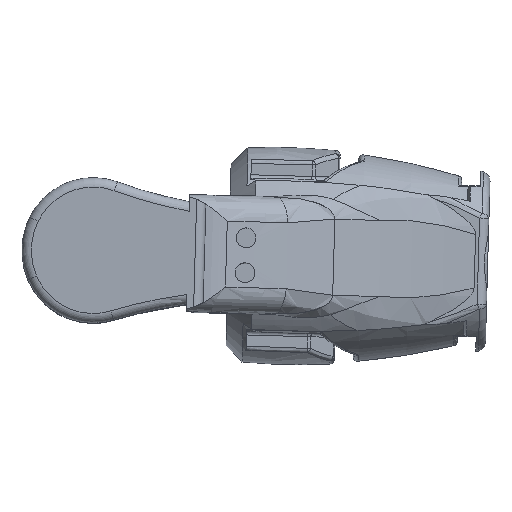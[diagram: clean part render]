
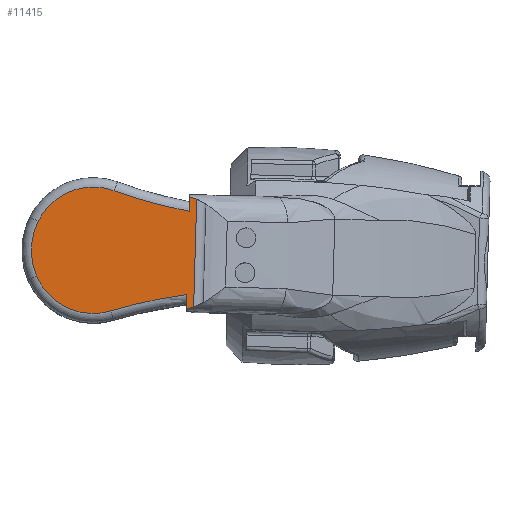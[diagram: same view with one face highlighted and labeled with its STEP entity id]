
A CAD part, top view. The second image highlights one B-rep face of the part: STEP entity #11415.
In plain terms, the highlighted planar face has unit normal (0, 0, 1).
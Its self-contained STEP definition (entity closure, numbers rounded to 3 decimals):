
#38 = DIRECTION ( 'NONE',  ( 1., -0.028, 0. ) ) ;
#203 = VECTOR ( 'NONE', #5197, 1000. ) ;
#321 = VECTOR ( 'NONE', #14351, 1000. ) ;
#460 = DIRECTION ( 'NONE',  ( 1., -0.028, 0. ) ) ;
#889 = DIRECTION ( 'NONE',  ( 0.028, 1., 0. ) ) ;
#1068 = EDGE_CURVE ( 'NONE', #6441, #15170, #20385, .T. ) ;
#1111 = DIRECTION ( 'NONE',  ( 0., 0., 1. ) ) ;
#1122 = EDGE_CURVE ( 'NONE', #8506, #20277, #8967, .T. ) ;
#1462 = CARTESIAN_POINT ( 'NONE',  ( 18.87, -13.037, 7.25 ) ) ;
#1475 = AXIS2_PLACEMENT_3D ( 'NONE', #19088, #9008, #13658 ) ;
#1521 = ORIENTED_EDGE ( 'NONE', *, *, #1122, .T. ) ;
#1697 = ORIENTED_EDGE ( 'NONE', *, *, #13871, .T. ) ;
#1918 = VERTEX_POINT ( 'NONE', #5520 ) ;
#1941 = ORIENTED_EDGE ( 'NONE', *, *, #20509, .T. ) ;
#2243 = FACE_OUTER_BOUND ( 'NONE', #16947, .T. ) ;
#2385 = CARTESIAN_POINT ( 'NONE',  ( 18.916, -11.413, 7.25 ) ) ;
#2454 = ORIENTED_EDGE ( 'NONE', *, *, #1068, .T. ) ;
#2516 = EDGE_CURVE ( 'NONE', #15170, #12247, #5885, .T. ) ;
#2586 = CARTESIAN_POINT ( 'NONE',  ( 19.472, 8.304, 7.25 ) ) ;
#2670 = DIRECTION ( 'NONE',  ( 0.028, 1., 0. ) ) ;
#3526 = DIRECTION ( 'NONE',  ( 0., 0., 1. ) ) ;
#3964 = LINE ( 'NONE', #14047, #10587 ) ;
#4012 = VERTEX_POINT ( 'NONE', #4688 ) ;
#4332 = CARTESIAN_POINT ( 'NONE',  ( 21.056, 10.708, 7.25 ) ) ;
#4343 = VECTOR ( 'NONE', #2670, 1000. ) ;
#4438 = CARTESIAN_POINT ( 'NONE',  ( 21.06, 10.826, 7.25 ) ) ;
#4455 = DIRECTION ( 'NONE',  ( 1., -0.028, 0. ) ) ;
#4688 = CARTESIAN_POINT ( 'NONE',  ( 21.06, 10.826, 7.25 ) ) ;
#4777 = ORIENTED_EDGE ( 'NONE', *, *, #16360, .T. ) ;
#5062 = DIRECTION ( 'NONE',  ( 1., -0.028, 0. ) ) ;
#5065 = AXIS2_PLACEMENT_3D ( 'NONE', #11803, #7450, #460 ) ;
#5197 = DIRECTION ( 'NONE',  ( -0.028, -1., 0. ) ) ;
#5342 = PLANE ( 'NONE',  #1475 ) ;
#5520 = CARTESIAN_POINT ( 'NONE',  ( 18.973, -9.389, 7.25 ) ) ;
#5674 = EDGE_CURVE ( 'NONE', #20277, #21251, #18963, .T. ) ;
#5885 = CIRCLE ( 'NONE', #7293, 102. ) ;
#5908 = EDGE_CURVE ( 'NONE', #13935, #6441, #3964, .T. ) ;
#5988 = LINE ( 'NONE', #4332, #4343 ) ;
#6226 = CARTESIAN_POINT ( 'NONE',  ( 19.593, 11.342, 7.25 ) ) ;
#6441 = VERTEX_POINT ( 'NONE', #10082 ) ;
#6492 = CIRCLE ( 'NONE', #5065, 13. ) ;
#6697 = DIRECTION ( 'NONE',  ( 0., 0., -1. ) ) ;
#7011 = EDGE_CURVE ( 'NONE', #1918, #7764, #17794, .T. ) ;
#7156 = VERTEX_POINT ( 'NONE', #13024 ) ;
#7293 = AXIS2_PLACEMENT_3D ( 'NONE', #10170, #8819, #5062 ) ;
#7450 = DIRECTION ( 'NONE',  ( 0., 0., 1. ) ) ;
#7510 = DIRECTION ( 'NONE',  ( 0.028, 1., 0. ) ) ;
#7652 = EDGE_CURVE ( 'NONE', #8502, #21829, #8144, .T. ) ;
#7764 = VERTEX_POINT ( 'NONE', #8842 ) ;
#8144 = CIRCLE ( 'NONE', #16306, 13. ) ;
#8297 = CARTESIAN_POINT ( 'NONE',  ( 19.443, -12.305, 7.25 ) ) ;
#8502 = VERTEX_POINT ( 'NONE', #16495 ) ;
#8506 = VERTEX_POINT ( 'NONE', #13167 ) ;
#8521 = CIRCLE ( 'NONE', #17009, 102. ) ;
#8664 = DIRECTION ( 'NONE',  ( 1., -0.028, 0. ) ) ;
#8819 = DIRECTION ( 'NONE',  ( 0., 0., -1. ) ) ;
#8842 = CARTESIAN_POINT ( 'NONE',  ( 18.87, -13.037, 7.25 ) ) ;
#8967 = LINE ( 'NONE', #14061, #20401 ) ;
#9008 = DIRECTION ( 'NONE',  ( 0., 0., -1. ) ) ;
#9416 = ORIENTED_EDGE ( 'NONE', *, *, #9967, .T. ) ;
#9449 = CARTESIAN_POINT ( 'NONE',  ( 0., 0., 7.25 ) ) ;
#9673 = LINE ( 'NONE', #6226, #13246 ) ;
#9964 = CARTESIAN_POINT ( 'NONE',  ( 18.922, -12.428, 7.25 ) ) ;
#9967 = EDGE_CURVE ( 'NONE', #21829, #1918, #8521, .T. ) ;
#10054 = AXIS2_PLACEMENT_3D ( 'NONE', #9449, #1111, #4455 ) ;
#10082 = CARTESIAN_POINT ( 'NONE',  ( 19.575, 11.953, 7.25 ) ) ;
#10170 = CARTESIAN_POINT ( 'NONE',  ( 38.312, 108.549, 7.25 ) ) ;
#10587 = VECTOR ( 'NONE', #17703, 1000. ) ;
#11034 = CARTESIAN_POINT ( 'NONE',  ( 20.416, -11.996, 7.25 ) ) ;
#11103 = CARTESIAN_POINT ( 'NONE',  ( 20.106, 11.189, 7.25 ) ) ;
#11297 = ORIENTED_EDGE ( 'NONE', *, *, #7011, .T. ) ;
#11415 = ADVANCED_FACE ( 'NONE', ( #2243 ), #5342, .F. ) ;
#11657 = CARTESIAN_POINT ( 'NONE',  ( 19.61, 11.952, 7.25 ) ) ;
#11662 = CARTESIAN_POINT ( 'NONE',  ( 2.815, -12.84, 7.25 ) ) ;
#11789 = LINE ( 'NONE', #1462, #19851 ) ;
#11803 = CARTESIAN_POINT ( 'NONE',  ( -0.898, 0.44, 7.25 ) ) ;
#12247 = VERTEX_POINT ( 'NONE', #21794 ) ;
#12278 = ORIENTED_EDGE ( 'NONE', *, *, #5908, .T. ) ;
#13024 = CARTESIAN_POINT ( 'NONE',  ( 19.593, 11.342, 7.25 ) ) ;
#13167 = CARTESIAN_POINT ( 'NONE',  ( 18.905, -13.038, 7.25 ) ) ;
#13246 = VECTOR ( 'NONE', #889, 1000. ) ;
#13438 = CARTESIAN_POINT ( 'NONE',  ( 18.922, -12.428, 7.25 ) ) ;
#13658 = DIRECTION ( 'NONE',  ( -1., 0., 0. ) ) ;
#13797 = EDGE_CURVE ( 'NONE', #16154, #8502, #21027, .T. ) ;
#13871 = EDGE_CURVE ( 'NONE', #7156, #13935, #9673, .T. ) ;
#13935 = VERTEX_POINT ( 'NONE', #11657 ) ;
#14047 = CARTESIAN_POINT ( 'NONE',  ( 19.61, 11.952, 7.25 ) ) ;
#14061 = CARTESIAN_POINT ( 'NONE',  ( 18.905, -13.038, 7.25 ) ) ;
#14149 = ORIENTED_EDGE ( 'NONE', *, *, #2516, .T. ) ;
#14305 = CARTESIAN_POINT ( 'NONE',  ( 19.593, 11.342, 7.25 ) ) ;
#14351 = DIRECTION ( 'NONE',  ( -0.028, -1., 0. ) ) ;
#15066 = CARTESIAN_POINT ( 'NONE',  ( 19.941, -12.161, 7.25 ) ) ;
#15170 = VERTEX_POINT ( 'NONE', #2586 ) ;
#15454 = EDGE_CURVE ( 'NONE', #4012, #7156, #17421, .T. ) ;
#16154 = VERTEX_POINT ( 'NONE', #19000 ) ;
#16306 = AXIS2_PLACEMENT_3D ( 'NONE', #19041, #3526, #17389 ) ;
#16307 = CARTESIAN_POINT ( 'NONE',  ( 20.595, 11.017, 7.25 ) ) ;
#16360 = EDGE_CURVE ( 'NONE', #7764, #8506, #11789, .T. ) ;
#16495 = CARTESIAN_POINT ( 'NONE',  ( -12.898, -5.444, 7.25 ) ) ;
#16699 = ORIENTED_EDGE ( 'NONE', *, *, #15454, .T. ) ;
#16947 = EDGE_LOOP ( 'NONE', ( #2454, #14149, #17986, #18623, #19098, #9416, #11297, #4777, #1521, #19238, #1941, #16699, #1697, #12278 ) ) ;
#17009 = AXIS2_PLACEMENT_3D ( 'NONE', #21897, #6697, #38 ) ;
#17389 = DIRECTION ( 'NONE',  ( 1., -0.028, 0. ) ) ;
#17421 = B_SPLINE_CURVE_WITH_KNOTS ( 'NONE', 3,
 ( #4438, #16307, #11103, #14305 ),
 .UNSPECIFIED., .F., .F.,
 ( 4, 4 ),
 ( 0., 1. ),
 .UNSPECIFIED. ) ;
#17703 = DIRECTION ( 'NONE',  ( -1., 0.028, 0. ) ) ;
#17794 = LINE ( 'NONE', #2385, #321 ) ;
#17986 = ORIENTED_EDGE ( 'NONE', *, *, #21511, .T. ) ;
#18623 = ORIENTED_EDGE ( 'NONE', *, *, #13797, .T. ) ;
#18963 = B_SPLINE_CURVE_WITH_KNOTS ( 'NONE', 3,
 ( #9964, #8297, #15066, #21828 ),
 .UNSPECIFIED., .F., .F.,
 ( 4, 4 ),
 ( 0., 1. ),
 .UNSPECIFIED. ) ;
#19000 = CARTESIAN_POINT ( 'NONE',  ( -12.571, 6.162, 7.25 ) ) ;
#19041 = CARTESIAN_POINT ( 'NONE',  ( -0.921, -0.389, 7.25 ) ) ;
#19088 = CARTESIAN_POINT ( 'NONE',  ( 21.356, 10.7, 7.25 ) ) ;
#19098 = ORIENTED_EDGE ( 'NONE', *, *, #7652, .T. ) ;
#19238 = ORIENTED_EDGE ( 'NONE', *, *, #5674, .T. ) ;
#19851 = VECTOR ( 'NONE', #8664, 1000. ) ;
#20277 = VERTEX_POINT ( 'NONE', #13438 ) ;
#20385 = LINE ( 'NONE', #20607, #203 ) ;
#20401 = VECTOR ( 'NONE', #7510, 1000. ) ;
#20509 = EDGE_CURVE ( 'NONE', #21251, #4012, #5988, .T. ) ;
#20607 = CARTESIAN_POINT ( 'NONE',  ( 19.575, 11.953, 7.25 ) ) ;
#21027 = CIRCLE ( 'NONE', #10054, 14. ) ;
#21251 = VERTEX_POINT ( 'NONE', #11034 ) ;
#21511 = EDGE_CURVE ( 'NONE', #12247, #16154, #6492, .T. ) ;
#21794 = CARTESIAN_POINT ( 'NONE',  ( 3.535, 12.661, 7.25 ) ) ;
#21828 = CARTESIAN_POINT ( 'NONE',  ( 20.416, -11.996, 7.25 ) ) ;
#21829 = VERTEX_POINT ( 'NONE', #11662 ) ;
#21897 = CARTESIAN_POINT ( 'NONE',  ( 32.133, -110.536, 7.25 ) ) ;
